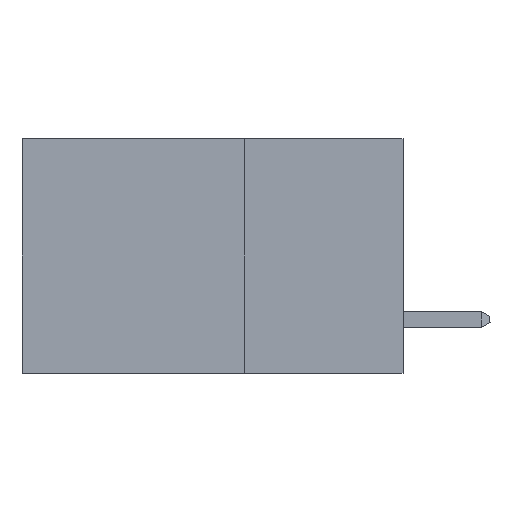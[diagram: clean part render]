
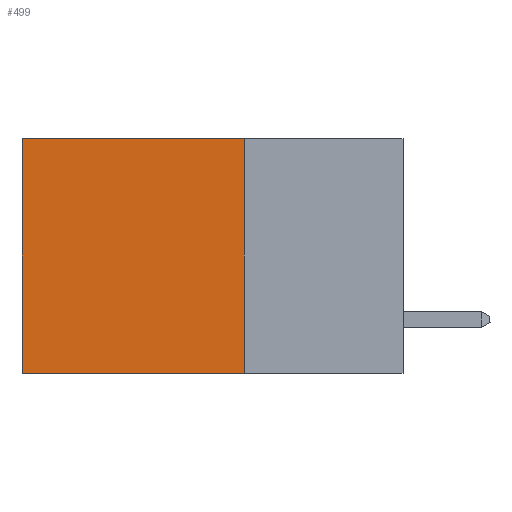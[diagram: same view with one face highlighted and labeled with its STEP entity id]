
A CAD part, left-side view. The second image highlights one B-rep face of the part: STEP entity #499.
In plain terms, the highlighted planar face has unit normal (-1, 0, 0).
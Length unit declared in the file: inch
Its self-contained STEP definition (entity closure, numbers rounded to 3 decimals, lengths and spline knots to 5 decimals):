
#154 = VECTOR ( 'NONE', #15573, 39.37008 ) ;
#499 = ADVANCED_FACE ( 'NONE', ( #17396 ), #10571, .F. ) ;
#718 = EDGE_CURVE ( 'NONE', #5868, #14344, #6492, .T. ) ;
#1317 = CARTESIAN_POINT ( 'NONE',  ( 0.2875, 0.25, 0. ) ) ;
#2145 = CARTESIAN_POINT ( 'NONE',  ( 0.2875, 0.6, -0.37 ) ) ;
#2172 = CARTESIAN_POINT ( 'NONE',  ( 0.2875, 0.25, 0. ) ) ;
#3237 = CARTESIAN_POINT ( 'NONE',  ( 0.2875, 0.25, 0. ) ) ;
#4488 = VERTEX_POINT ( 'NONE', #8553 ) ;
#5029 = DIRECTION ( 'NONE',  ( 1., 0., 0. ) ) ;
#5183 = VECTOR ( 'NONE', #12518, 39.37008 ) ;
#5868 = VERTEX_POINT ( 'NONE', #8814 ) ;
#6409 = DIRECTION ( 'NONE',  ( 0., 0., -1. ) ) ;
#6492 = LINE ( 'NONE', #8511, #154 ) ;
#6573 = EDGE_CURVE ( 'NONE', #9402, #4488, #14819, .T. ) ;
#7165 = VECTOR ( 'NONE', #12800, 39.37008 ) ;
#7622 = LINE ( 'NONE', #3237, #7165 ) ;
#8511 = CARTESIAN_POINT ( 'NONE',  ( 0.2875, 0.25, -0.37 ) ) ;
#8553 = CARTESIAN_POINT ( 'NONE',  ( 0.2875, 0.6, 0. ) ) ;
#8814 = CARTESIAN_POINT ( 'NONE',  ( 0.2875, 0.25, -0.37 ) ) ;
#9032 = EDGE_CURVE ( 'NONE', #4488, #14344, #9043, .T. ) ;
#9043 = LINE ( 'NONE', #12584, #16856 ) ;
#9402 = VERTEX_POINT ( 'NONE', #15724 ) ;
#10020 = ORIENTED_EDGE ( 'NONE', *, *, #9032, .T. ) ;
#10571 = PLANE ( 'NONE',  #11630 ) ;
#11187 = DIRECTION ( 'NONE',  ( 0., 0., -1. ) ) ;
#11630 = AXIS2_PLACEMENT_3D ( 'NONE', #2172, #5029, #6409 ) ;
#12518 = DIRECTION ( 'NONE',  ( 0., 1., 0. ) ) ;
#12584 = CARTESIAN_POINT ( 'NONE',  ( 0.2875, 0.6, 0. ) ) ;
#12800 = DIRECTION ( 'NONE',  ( 0., 0., -1. ) ) ;
#13343 = ORIENTED_EDGE ( 'NONE', *, *, #14713, .F. ) ;
#13700 = ORIENTED_EDGE ( 'NONE', *, *, #718, .F. ) ;
#14344 = VERTEX_POINT ( 'NONE', #2145 ) ;
#14713 = EDGE_CURVE ( 'NONE', #9402, #5868, #7622, .T. ) ;
#14819 = LINE ( 'NONE', #1317, #5183 ) ;
#14905 = EDGE_LOOP ( 'NONE', ( #10020, #13700, #13343, #16451 ) ) ;
#15573 = DIRECTION ( 'NONE',  ( 0., 1., 0. ) ) ;
#15724 = CARTESIAN_POINT ( 'NONE',  ( 0.2875, 0.25, 0. ) ) ;
#16451 = ORIENTED_EDGE ( 'NONE', *, *, #6573, .T. ) ;
#16856 = VECTOR ( 'NONE', #11187, 39.37008 ) ;
#17396 = FACE_OUTER_BOUND ( 'NONE', #14905, .T. ) ;
